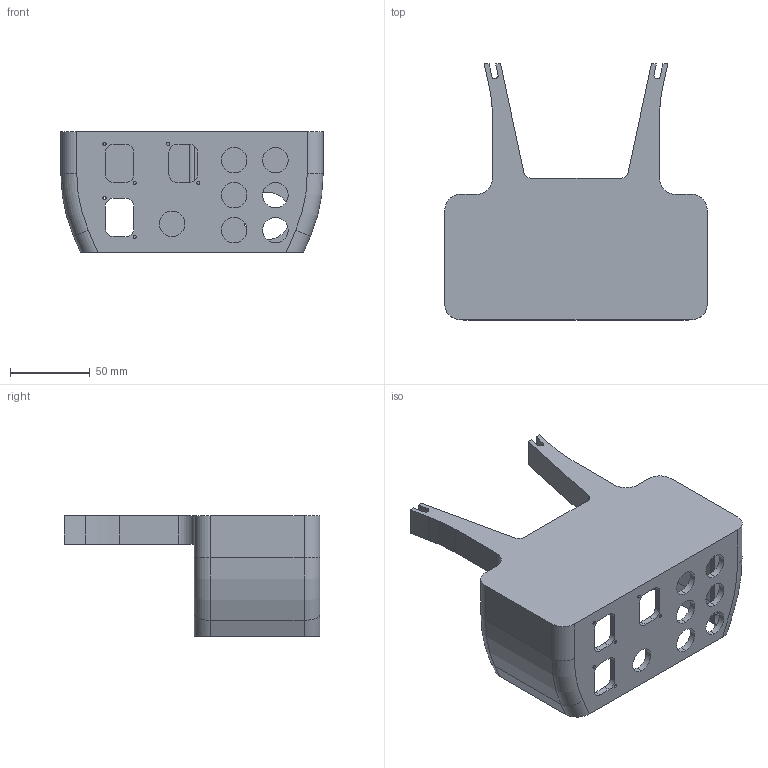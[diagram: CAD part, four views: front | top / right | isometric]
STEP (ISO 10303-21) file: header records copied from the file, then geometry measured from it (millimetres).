
FILE_DESCRIPTION (( 'STEP AP203' ), '1' );
FILE_NAME ('J1 Base Enclosure Part 2.STEP', '2019-10-20T06:19:20', ( '' ), ( '' ), 'SwSTEP 2.0', 'SolidWorks 2019', '' );
FILE_SCHEMA (( 'CONFIG_CONTROL_DESIGN' ));
Length unit declared in the file: millimetre
Products named in the file (1): J1 Base Enclosure Part 2
Bounding box: 165 x 161 x 76 mm (x, y, z)
Volume: 230667.2 mm3; surface area: 106240.9 mm2
Topology: 1 solids, 1 shells, 258 faces, 702 edges, 450 vertices
Faces by surface type: cylinder 117, plane 85, bspline 49, torus 7
Entity records: 11006 total; most frequent: CARTESIAN_POINT 4647, ORIENTED_EDGE 1398, DIRECTION 1213, EDGE_CURVE 699, VERTEX_POINT 450, AXIS2_PLACEMENT_3D 440, VECTOR 333, LINE 333
